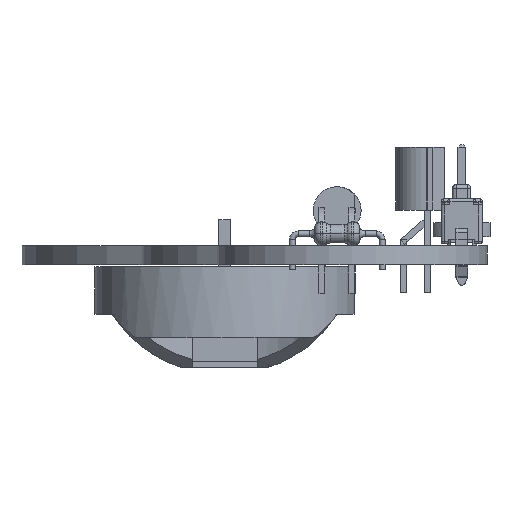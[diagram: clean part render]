
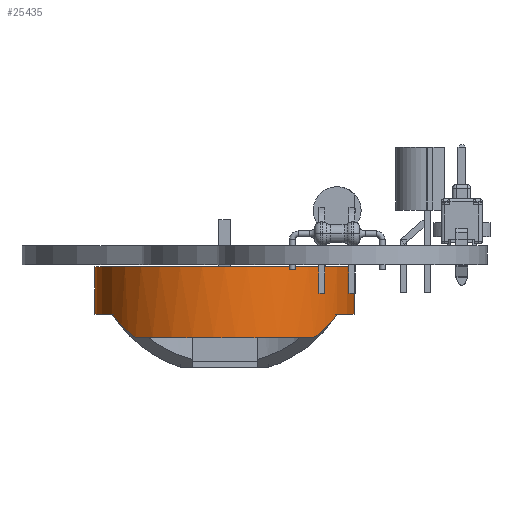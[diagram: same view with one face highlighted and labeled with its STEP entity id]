
A CAD part, left-side view. The second image highlights one B-rep face of the part: STEP entity #25435.
In plain terms, the highlighted cylindrical face has radius 11 mm (diameter 22 mm), a partial arc.
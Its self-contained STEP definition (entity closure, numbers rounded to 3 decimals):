
#24480 = VERTEX_POINT('',#24481);
#24481 = CARTESIAN_POINT('',(3.75,-9.741,0.2));
#24487 = EDGE_CURVE('',#24480,#24488,#24490,.T.);
#24488 = VERTEX_POINT('',#24489);
#24489 = CARTESIAN_POINT('',(-3.75,-9.741,0.2));
#24490 = CIRCLE('',#24491,11.);
#24491 = AXIS2_PLACEMENT_3D('',#24492,#24493,#24494);
#24492 = CARTESIAN_POINT('',(0.,0.6,0.2));
#24493 = DIRECTION('',(0.,0.,1.));
#24494 = DIRECTION('',(0.,1.,0.));
#24637 = VERTEX_POINT('',#24638);
#24638 = CARTESIAN_POINT('',(-3.75,-9.741,8.7));
#24655 = VERTEX_POINT('',#24656);
#24656 = CARTESIAN_POINT('',(-9.526,-4.9,4.2));
#24662 = EDGE_CURVE('',#24637,#24655,#24663,.T.);
#24663 = ( BOUNDED_CURVE() B_SPLINE_CURVE(3,(#24664,#24665,#24666,#24667
),.UNSPECIFIED.,.F.,.F.) B_SPLINE_CURVE_WITH_KNOTS((4,4),(3.489
,4.189),.PIECEWISE_BEZIER_KNOTS.) CURVE() 
GEOMETRIC_REPRESENTATION_ITEM() RATIONAL_B_SPLINE_CURVE((1.,
0.96,0.96,1.)) REPRESENTATION_ITEM('') );
#24664 = CARTESIAN_POINT('',(-3.75,-9.741,8.7));
#24665 = CARTESIAN_POINT('',(-6.211,-8.849,
    7.87));
#24666 = CARTESIAN_POINT('',(-8.217,-7.167,
    6.307));
#24667 = CARTESIAN_POINT('',(-9.526,-4.9,4.2));
#24695 = VERTEX_POINT('',#24696);
#24696 = CARTESIAN_POINT('',(3.75,-9.741,8.7));
#24992 = VERTEX_POINT('',#24993);
#24993 = CARTESIAN_POINT('',(9.526,-4.9,4.2));
#25002 = EDGE_CURVE('',#24992,#24695,#25003,.T.);
#25003 = ( BOUNDED_CURVE() B_SPLINE_CURVE(3,(#25004,#25005,#25006,#25007
),.UNSPECIFIED.,.F.,.F.) B_SPLINE_CURVE_WITH_KNOTS((4,4),(2.094
,2.794),.PIECEWISE_BEZIER_KNOTS.) CURVE() 
GEOMETRIC_REPRESENTATION_ITEM() RATIONAL_B_SPLINE_CURVE((1.,
0.96,0.96,1.)) REPRESENTATION_ITEM('') );
#25004 = CARTESIAN_POINT('',(9.526,-4.9,4.2));
#25005 = CARTESIAN_POINT('',(8.217,-7.167,
    6.307));
#25006 = CARTESIAN_POINT('',(6.211,-8.849,
    7.87));
#25007 = CARTESIAN_POINT('',(3.75,-9.741,8.7));
#25425 = EDGE_CURVE('',#24637,#24488,#25426,.T.);
#25426 = LINE('',#25427,#25428);
#25427 = CARTESIAN_POINT('',(-3.75,-9.741,8.7));
#25428 = VECTOR('',#25429,1.);
#25429 = DIRECTION('',(0.,0.,-1.));
#25435 = ADVANCED_FACE('',(#25436),#25491,.T.);
#25436 = FACE_BOUND('',#25437,.T.);
#25437 = EDGE_LOOP('',(#25438,#25439,#25440,#25449,#25458,#25467,#25476,
    #25483,#25484,#25490));
#25438 = ORIENTED_EDGE('',*,*,#25425,.F.);
#25439 = ORIENTED_EDGE('',*,*,#24662,.T.);
#25440 = ORIENTED_EDGE('',*,*,#25441,.T.);
#25441 = EDGE_CURVE('',#24655,#25442,#25444,.T.);
#25442 = VERTEX_POINT('',#25443);
#25443 = CARTESIAN_POINT('',(-9.526,6.1,4.2));
#25444 = CIRCLE('',#25445,11.);
#25445 = AXIS2_PLACEMENT_3D('',#25446,#25447,#25448);
#25446 = CARTESIAN_POINT('',(0.,0.6,4.2));
#25447 = DIRECTION('',(0.,0.,-1.));
#25448 = DIRECTION('',(0.,-1.,0.));
#25449 = ORIENTED_EDGE('',*,*,#25450,.T.);
#25450 = EDGE_CURVE('',#25442,#25451,#25453,.T.);
#25451 = VERTEX_POINT('',#25452);
#25452 = CARTESIAN_POINT('',(-7.55,8.6,6.2));
#25453 = ( BOUNDED_CURVE() B_SPLINE_CURVE(3,(#25454,#25455,#25456,#25457
),.UNSPECIFIED.,.F.,.F.) B_SPLINE_CURVE_WITH_KNOTS((4,4),(2.094
,2.385),.PIECEWISE_BEZIER_KNOTS.) CURVE() 
GEOMETRIC_REPRESENTATION_ITEM() RATIONAL_B_SPLINE_CURVE((1.,
0.993,0.993,1.)) REPRESENTATION_ITEM('') );
#25454 = CARTESIAN_POINT('',(-9.526,6.1,4.2));
#25455 = CARTESIAN_POINT('',(-8.991,7.026,
    4.941));
#25456 = CARTESIAN_POINT('',(-8.328,7.866,
    5.613));
#25457 = CARTESIAN_POINT('',(-7.55,8.6,6.2));
#25458 = ORIENTED_EDGE('',*,*,#25459,.T.);
#25459 = EDGE_CURVE('',#25451,#25460,#25462,.T.);
#25460 = VERTEX_POINT('',#25461);
#25461 = CARTESIAN_POINT('',(7.55,8.6,6.2));
#25462 = CIRCLE('',#25463,11.);
#25463 = AXIS2_PLACEMENT_3D('',#25464,#25465,#25466);
#25464 = CARTESIAN_POINT('',(0.,0.6,6.2));
#25465 = DIRECTION('',(0.,0.,-1.));
#25466 = DIRECTION('',(0.,-1.,0.));
#25467 = ORIENTED_EDGE('',*,*,#25468,.T.);
#25468 = EDGE_CURVE('',#25460,#25469,#25471,.T.);
#25469 = VERTEX_POINT('',#25470);
#25470 = CARTESIAN_POINT('',(9.526,6.1,4.2));
#25471 = ( BOUNDED_CURVE() B_SPLINE_CURVE(3,(#25472,#25473,#25474,#25475
),.UNSPECIFIED.,.F.,.F.) B_SPLINE_CURVE_WITH_KNOTS((4,4),(3.898
,4.189),.PIECEWISE_BEZIER_KNOTS.) CURVE() 
GEOMETRIC_REPRESENTATION_ITEM() RATIONAL_B_SPLINE_CURVE((1.,
0.993,0.993,1.)) REPRESENTATION_ITEM('') );
#25472 = CARTESIAN_POINT('',(7.55,8.6,6.2));
#25473 = CARTESIAN_POINT('',(8.328,7.866,
    5.613));
#25474 = CARTESIAN_POINT('',(8.991,7.026,
    4.941));
#25475 = CARTESIAN_POINT('',(9.526,6.1,4.2));
#25476 = ORIENTED_EDGE('',*,*,#25477,.T.);
#25477 = EDGE_CURVE('',#25469,#24992,#25478,.T.);
#25478 = CIRCLE('',#25479,11.);
#25479 = AXIS2_PLACEMENT_3D('',#25480,#25481,#25482);
#25480 = CARTESIAN_POINT('',(0.,0.6,4.2));
#25481 = DIRECTION('',(0.,0.,-1.));
#25482 = DIRECTION('',(0.,-1.,0.));
#25483 = ORIENTED_EDGE('',*,*,#25002,.T.);
#25484 = ORIENTED_EDGE('',*,*,#25485,.T.);
#25485 = EDGE_CURVE('',#24695,#24480,#25486,.T.);
#25486 = LINE('',#25487,#25488);
#25487 = CARTESIAN_POINT('',(3.75,-9.741,8.7));
#25488 = VECTOR('',#25489,1.);
#25489 = DIRECTION('',(0.,0.,-1.));
#25490 = ORIENTED_EDGE('',*,*,#24487,.T.);
#25491 = CYLINDRICAL_SURFACE('',#25492,11.);
#25492 = AXIS2_PLACEMENT_3D('',#25493,#25494,#25495);
#25493 = CARTESIAN_POINT('',(0.,0.6,8.7));
#25494 = DIRECTION('',(0.,0.,-1.));
#25495 = DIRECTION('',(0.,-1.,0.));
